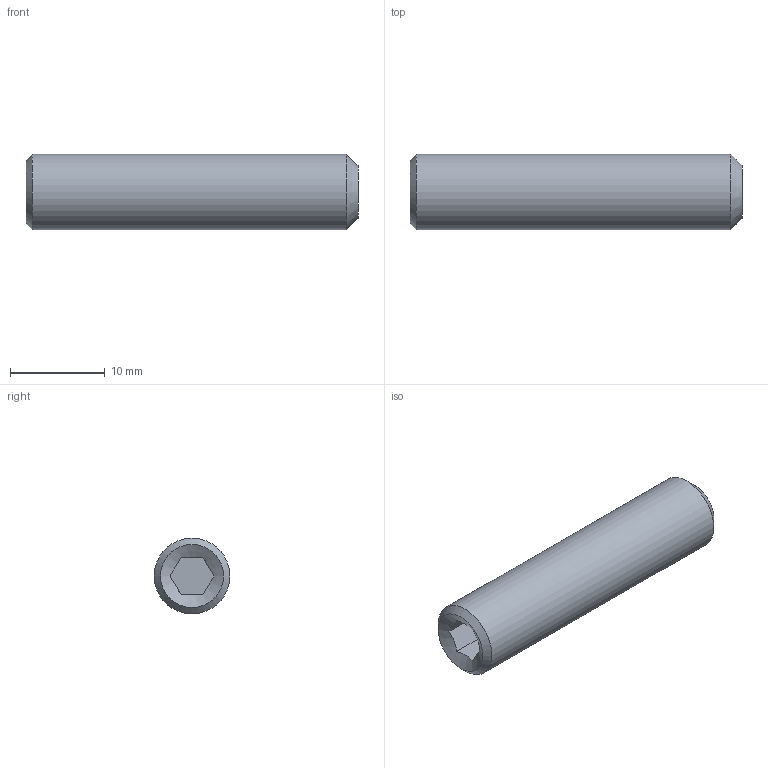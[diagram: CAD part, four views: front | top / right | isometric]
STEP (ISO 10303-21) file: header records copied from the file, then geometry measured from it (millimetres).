
FILE_DESCRIPTION(('STEP AP203'), '1');
FILE_NAME('PLib_Screw_GOST_11074-84_900', '', ('UNSPECIFIED'), ('UNSPECIFIED'), 'C3D Converter', 'C3D Toolkit', '');
FILE_SCHEMA(('CONFIG_CONTROL_DESIGN'));
Length unit declared in the file: millimetre
Bounding box: 35 x 8 x 8 mm (x, y, z)
Volume: 1660.2 mm3; surface area: 1012 mm2
Topology: 1 solids, 1 shells, 12 faces, 26 edges, 16 vertices
Faces by surface type: plane 8, cone 3, cylinder 1
Full cylindrical faces by diameter (mm): 8 x1
Entity records: 680 total; most frequent: CARTESIAN_POINT 310, DIRECTION 46, ORIENTED_EDGE 44, EDGE_CURVE 22, AXIS2_PLACEMENT_3D 17, EDGE_LOOP 16, VERTEX_POINT 16, COLOUR_RGB 13
